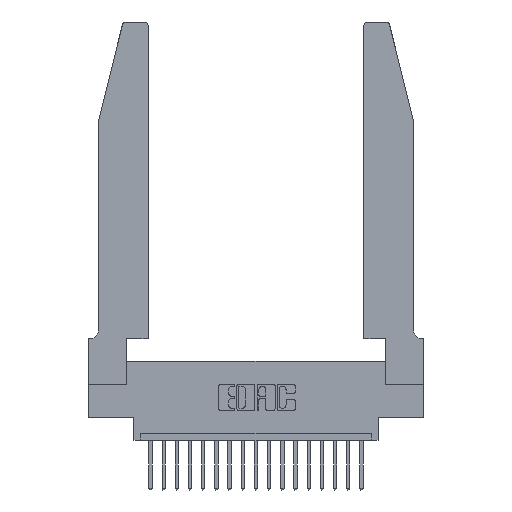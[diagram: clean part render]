
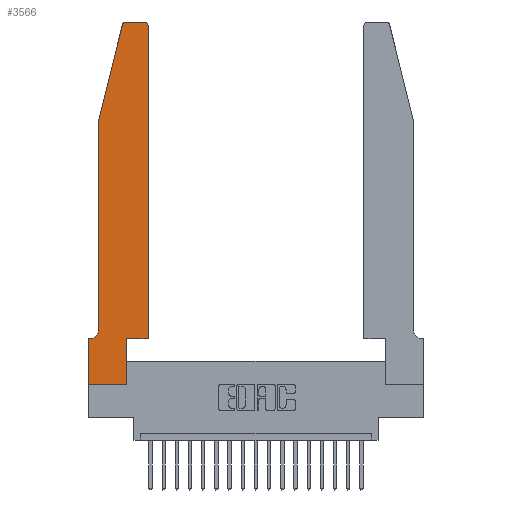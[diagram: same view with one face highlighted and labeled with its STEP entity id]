
A CAD part, top view. The second image highlights one B-rep face of the part: STEP entity #3566.
In plain terms, the highlighted planar face has unit normal (0, 0, 1).
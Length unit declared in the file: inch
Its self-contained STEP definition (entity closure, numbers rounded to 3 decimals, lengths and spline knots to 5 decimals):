
#1222 = VERTEX_POINT ( 'NONE', #12870 ) ;
#1247 = LINE ( 'NONE', #2033, #6857 ) ;
#1285 = CARTESIAN_POINT ( 'NONE',  ( 0.0755, 2., 0.37 ) ) ;
#1291 = PLANE ( 'NONE',  #10557 ) ;
#1673 = DIRECTION ( 'NONE',  ( 1., 0., 0. ) ) ;
#2033 = CARTESIAN_POINT ( 'NONE',  ( 0.0755, 0.35, 0.37 ) ) ;
#2351 = EDGE_CURVE ( 'NONE', #20909, #19154, #14050, .T. ) ;
#3089 = VECTOR ( 'NONE', #6071, 39.37008 ) ;
#3210 = VERTEX_POINT ( 'NONE', #18875 ) ;
#3217 = DIRECTION ( 'NONE',  ( 1., 0., 0. ) ) ;
#3566 = ADVANCED_FACE ( 'NONE', ( #6909 ), #1291, .T. ) ;
#3623 = LINE ( 'NONE', #14259, #7986 ) ;
#3877 = VERTEX_POINT ( 'NONE', #7993 ) ;
#4181 = CARTESIAN_POINT ( 'NONE',  ( 0.2865, 0.35, 0.37 ) ) ;
#4377 = EDGE_CURVE ( 'NONE', #19154, #16144, #5067, .T. ) ;
#4386 = ORIENTED_EDGE ( 'NONE', *, *, #4377, .T. ) ;
#4770 = DIRECTION ( 'NONE',  ( 1., 0., 0. ) ) ;
#4796 = CARTESIAN_POINT ( 'NONE',  ( 0.4505, 0.35, 0.37 ) ) ;
#5067 = CIRCLE ( 'NONE', #8679, 0.03 ) ;
#5401 = CARTESIAN_POINT ( 'NONE',  ( 0.2865, 0.35, 0.37 ) ) ;
#5694 = CARTESIAN_POINT ( 'NONE',  ( 0.0055, 0.42, 0.37 ) ) ;
#5713 = CARTESIAN_POINT ( 'NONE',  ( 0.25487, 2.72718, 0.37 ) ) ;
#6071 = DIRECTION ( 'NONE',  ( 0., 1., 0. ) ) ;
#6138 = CARTESIAN_POINT ( 'NONE',  ( 0.4205, 2.72, 0.37 ) ) ;
#6177 = DIRECTION ( 'NONE',  ( 0., -1., 0. ) ) ;
#6243 = LINE ( 'NONE', #12844, #10029 ) ;
#6627 = ORIENTED_EDGE ( 'NONE', *, *, #18203, .T. ) ;
#6652 = VERTEX_POINT ( 'NONE', #5713 ) ;
#6857 = VECTOR ( 'NONE', #19673, 39.37008 ) ;
#6898 = CARTESIAN_POINT ( 'NONE',  ( 0.0055, 0.35, 0.37 ) ) ;
#6909 = FACE_OUTER_BOUND ( 'NONE', #18082, .T. ) ;
#7101 = ORIENTED_EDGE ( 'NONE', *, *, #20375, .T. ) ;
#7986 = VECTOR ( 'NONE', #6177, 39.37008 ) ;
#7993 = CARTESIAN_POINT ( 'NONE',  ( 0.284, 2.75, 0.37 ) ) ;
#8129 = EDGE_CURVE ( 'NONE', #16144, #3877, #9568, .T. ) ;
#8338 = AXIS2_PLACEMENT_3D ( 'NONE', #17804, #17878, #1673 ) ;
#8404 = EDGE_CURVE ( 'NONE', #6652, #9282, #8833, .T. ) ;
#8405 = EDGE_CURVE ( 'NONE', #20587, #20909, #17458, .T. ) ;
#8679 = AXIS2_PLACEMENT_3D ( 'NONE', #6138, #14503, #4770 ) ;
#8747 = LINE ( 'NONE', #5401, #19674 ) ;
#8833 = LINE ( 'NONE', #9673, #10583 ) ;
#9282 = VERTEX_POINT ( 'NONE', #1285 ) ;
#9568 = LINE ( 'NONE', #13581, #14169 ) ;
#9673 = CARTESIAN_POINT ( 'NONE',  ( 0.0755, 2., 0.37 ) ) ;
#9692 = CARTESIAN_POINT ( 'NONE',  ( 0., 0., 0.37 ) ) ;
#10029 = VECTOR ( 'NONE', #19461, 39.37008 ) ;
#10208 = EDGE_CURVE ( 'NONE', #1222, #20587, #8747, .T. ) ;
#10334 = EDGE_CURVE ( 'NONE', #12226, #20962, #3623, .T. ) ;
#10425 = EDGE_CURVE ( 'NONE', #20962, #1222, #12791, .T. ) ;
#10504 = ORIENTED_EDGE ( 'NONE', *, *, #2351, .T. ) ;
#10539 = AXIS2_PLACEMENT_3D ( 'NONE', #5694, #13780, #18469 ) ;
#10557 = AXIS2_PLACEMENT_3D ( 'NONE', #12813, #11241, #11170 ) ;
#10583 = VECTOR ( 'NONE', #16222, 39.37008 ) ;
#11170 = DIRECTION ( 'NONE',  ( 1., 0., 0. ) ) ;
#11241 = DIRECTION ( 'NONE',  ( 0., 0., 1. ) ) ;
#11620 = VECTOR ( 'NONE', #19501, 39.37008 ) ;
#12226 = VERTEX_POINT ( 'NONE', #16858 ) ;
#12726 = CARTESIAN_POINT ( 'NONE',  ( 0.4505, 0.35, 0.37 ) ) ;
#12791 = LINE ( 'NONE', #9692, #16099 ) ;
#12813 = CARTESIAN_POINT ( 'NONE',  ( 0., 0.35, 0.37 ) ) ;
#12828 = CARTESIAN_POINT ( 'NONE',  ( 0., 0., 0.37 ) ) ;
#12844 = CARTESIAN_POINT ( 'NONE',  ( 0.0755, 2., 0.37 ) ) ;
#12870 = CARTESIAN_POINT ( 'NONE',  ( 0.2865, 0., 0.37 ) ) ;
#13292 = EDGE_CURVE ( 'NONE', #3877, #6652, #20592, .T. ) ;
#13581 = CARTESIAN_POINT ( 'NONE',  ( 0.2605, 2.75, 0.37 ) ) ;
#13780 = DIRECTION ( 'NONE',  ( 0., 0., -1. ) ) ;
#14050 = LINE ( 'NONE', #12726, #3089 ) ;
#14169 = VECTOR ( 'NONE', #18763, 39.37008 ) ;
#14172 = ORIENTED_EDGE ( 'NONE', *, *, #8129, .T. ) ;
#14259 = CARTESIAN_POINT ( 'NONE',  ( 0., 0., 0.37 ) ) ;
#14452 = CARTESIAN_POINT ( 'NONE',  ( 0.4505, 0.35, 0.37 ) ) ;
#14503 = DIRECTION ( 'NONE',  ( 0., 0., 1. ) ) ;
#14525 = CARTESIAN_POINT ( 'NONE',  ( 0.4505, 2.72, 0.37 ) ) ;
#14711 = VERTEX_POINT ( 'NONE', #6898 ) ;
#15180 = ORIENTED_EDGE ( 'NONE', *, *, #10425, .T. ) ;
#15903 = CARTESIAN_POINT ( 'NONE',  ( 0.4205, 2.75, 0.37 ) ) ;
#16099 = VECTOR ( 'NONE', #3217, 39.37008 ) ;
#16144 = VERTEX_POINT ( 'NONE', #15903 ) ;
#16222 = DIRECTION ( 'NONE',  ( -0.239, -0.971, 0. ) ) ;
#16569 = EDGE_CURVE ( 'NONE', #9282, #3210, #6243, .T. ) ;
#16764 = DIRECTION ( 'NONE',  ( 0., 1., 0. ) ) ;
#16858 = CARTESIAN_POINT ( 'NONE',  ( 0., 0.35, 0.37 ) ) ;
#17372 = CIRCLE ( 'NONE', #10539, 0.07 ) ;
#17458 = LINE ( 'NONE', #14452, #11620 ) ;
#17804 = CARTESIAN_POINT ( 'NONE',  ( 0.284, 2.72, 0.37 ) ) ;
#17878 = DIRECTION ( 'NONE',  ( 0., 0., 1. ) ) ;
#18082 = EDGE_LOOP ( 'NONE', ( #14172, #19328, #19434, #20867, #6627, #7101, #20665, #15180, #19239, #18105, #10504, #4386 ) ) ;
#18105 = ORIENTED_EDGE ( 'NONE', *, *, #8405, .T. ) ;
#18203 = EDGE_CURVE ( 'NONE', #3210, #14711, #17372, .T. ) ;
#18469 = DIRECTION ( 'NONE',  ( -1., 0., 0. ) ) ;
#18763 = DIRECTION ( 'NONE',  ( -1., 0., 0. ) ) ;
#18875 = CARTESIAN_POINT ( 'NONE',  ( 0.0755, 0.42, 0.37 ) ) ;
#19154 = VERTEX_POINT ( 'NONE', #14525 ) ;
#19239 = ORIENTED_EDGE ( 'NONE', *, *, #10208, .T. ) ;
#19328 = ORIENTED_EDGE ( 'NONE', *, *, #13292, .T. ) ;
#19434 = ORIENTED_EDGE ( 'NONE', *, *, #8404, .T. ) ;
#19461 = DIRECTION ( 'NONE',  ( 0., -1., 0. ) ) ;
#19501 = DIRECTION ( 'NONE',  ( 1., 0., 0. ) ) ;
#19673 = DIRECTION ( 'NONE',  ( -1., 0., 0. ) ) ;
#19674 = VECTOR ( 'NONE', #16764, 39.37008 ) ;
#20375 = EDGE_CURVE ( 'NONE', #14711, #12226, #1247, .T. ) ;
#20587 = VERTEX_POINT ( 'NONE', #4181 ) ;
#20592 = CIRCLE ( 'NONE', #8338, 0.03 ) ;
#20665 = ORIENTED_EDGE ( 'NONE', *, *, #10334, .T. ) ;
#20867 = ORIENTED_EDGE ( 'NONE', *, *, #16569, .T. ) ;
#20909 = VERTEX_POINT ( 'NONE', #4796 ) ;
#20962 = VERTEX_POINT ( 'NONE', #12828 ) ;
